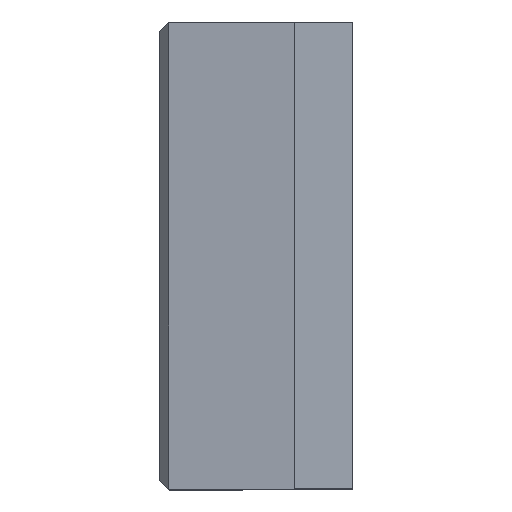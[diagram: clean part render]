
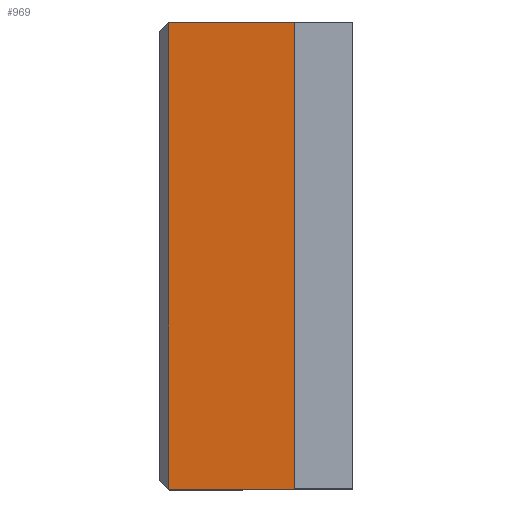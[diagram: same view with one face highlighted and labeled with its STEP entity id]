
A CAD part, top view. The second image highlights one B-rep face of the part: STEP entity #969.
In plain terms, the highlighted planar face has unit normal (-0.107, 0, 0.994).
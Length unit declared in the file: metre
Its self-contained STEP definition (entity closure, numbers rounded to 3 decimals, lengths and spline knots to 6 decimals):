
#777 = EDGE_CURVE( '', #2129, #2130, #2131, .T. );
#851 = EDGE_CURVE( '', #2130, #2253, #2254, .T. );
#935 = EDGE_CURVE( '', #2388, #2389, #2390, .T. );
#937 = EDGE_CURVE( '', #2253, #2389, #2392, .T. );
#969 = ADVANCED_FACE( '', ( #2440 ), #2441, .T. );
#1207 = EDGE_CURVE( '', #2260, #2577, #2771, .T. );
#1431 = EDGE_CURVE( '', #2129, #3064, #3065, .T. );
#1483 = EDGE_CURVE( '', #3064, #2260, #3129, .T. );
#1641 = EDGE_CURVE( '', #2577, #2388, #3321, .T. );
#2129 = VERTEX_POINT( '', #3966 );
#2130 = VERTEX_POINT( '', #3967 );
#2131 = LINE( '', #3968, #3969 );
#2253 = VERTEX_POINT( '', #4160 );
#2254 = LINE( '', #4161, #4162 );
#2260 = VERTEX_POINT( '', #4171 );
#2388 = VERTEX_POINT( '', #4367 );
#2389 = VERTEX_POINT( '', #4368 );
#2390 = LINE( '', #4369, #4370 );
#2392 = LINE( '', #4373, #4374 );
#2440 = FACE_OUTER_BOUND( '', #4453, .T. );
#2441 = PLANE( '', #4454 );
#2577 = VERTEX_POINT( '', #4689 );
#2771 = LINE( '', #5017, #5018 );
#3064 = VERTEX_POINT( '', #5482 );
#3065 = LINE( '', #5483, #5484 );
#3129 = LINE( '', #5589, #5590 );
#3321 = LINE( '', #5918, #5919 );
#3966 = CARTESIAN_POINT( '', ( -0.001888, 0.005066, 0.015236 ) );
#3967 = CARTESIAN_POINT( '', ( -0.001889, 0.005065, 0.015236 ) );
#3968 = CARTESIAN_POINT( '', ( -0.001889, 0.005066, 0.015236 ) );
#3969 = VECTOR( '', #6648, 1. );
#4160 = CARTESIAN_POINT( '', ( -0.001889, -0.005092, 0.015236 ) );
#4161 = CARTESIAN_POINT( '', ( -0.001889, -0.005094, 0.015236 ) );
#4162 = VECTOR( '', #6736, 1. );
#4171 = CARTESIAN_POINT( '', ( 0.000837, 0.005065, 0.01553 ) );
#4367 = CARTESIAN_POINT( '', ( 0.000837, -0.005094, 0.01553 ) );
#4368 = CARTESIAN_POINT( '', ( -0.001888, -0.005094, 0.015236 ) );
#4369 = CARTESIAN_POINT( '', ( 0.000837, -0.005094, 0.01553 ) );
#4370 = VECTOR( '', #6873, 1. );
#4373 = CARTESIAN_POINT( '', ( -0.001889, -0.005093, 0.015236 ) );
#4374 = VECTOR( '', #6874, 1. );
#4453 = EDGE_LOOP( '', ( #6938, #6939, #6940, #6941, #6942, #6943, #6944, #6945 ) );
#4454 = AXIS2_PLACEMENT_3D( '', #6946, #6947, #6948 );
#4689 = CARTESIAN_POINT( '', ( 0.000837, -0.005093, 0.01553 ) );
#5017 = CARTESIAN_POINT( '', ( 0.000837, -0.005093, 0.01553 ) );
#5018 = VECTOR( '', #7316, 1. );
#5482 = CARTESIAN_POINT( '', ( 0.000837, 0.005066, 0.01553 ) );
#5483 = CARTESIAN_POINT( '', ( -0.001888, 0.005066, 0.015236 ) );
#5484 = VECTOR( '', #7753, 1. );
#5589 = CARTESIAN_POINT( '', ( 0.000837, 0.005066, 0.01553 ) );
#5590 = VECTOR( '', #7832, 1. );
#5918 = CARTESIAN_POINT( '', ( 0.000837, -0.005093, 0.01553 ) );
#5919 = VECTOR( '', #8154, 1. );
#6648 = DIRECTION( '', ( -0.705, -0.705, -0.076 ) );
#6736 = DIRECTION( '', ( 0., -1., 0. ) );
#6873 = DIRECTION( '', ( -0.994, 0., -0.107 ) );
#6874 = DIRECTION( '', ( 0.705, -0.705, 0.076 ) );
#6938 = ORIENTED_EDGE( '', *, *, #777, .T. );
#6939 = ORIENTED_EDGE( '', *, *, #851, .T. );
#6940 = ORIENTED_EDGE( '', *, *, #937, .T. );
#6941 = ORIENTED_EDGE( '', *, *, #935, .F. );
#6942 = ORIENTED_EDGE( '', *, *, #1641, .F. );
#6943 = ORIENTED_EDGE( '', *, *, #1207, .F. );
#6944 = ORIENTED_EDGE( '', *, *, #1483, .F. );
#6945 = ORIENTED_EDGE( '', *, *, #1431, .F. );
#6946 = CARTESIAN_POINT( '', ( 0.000837, -0.005094, 0.01553 ) );
#6947 = DIRECTION( '', ( -0.107, 0., 0.994 ) );
#6948 = DIRECTION( '', ( 0., 1., 0. ) );
#7316 = DIRECTION( '', ( 0., -1., 0. ) );
#7753 = DIRECTION( '', ( 0.994, 0., 0.107 ) );
#7832 = DIRECTION( '', ( 0., -1., 0. ) );
#8154 = DIRECTION( '', ( 0., -1., 0. ) );
